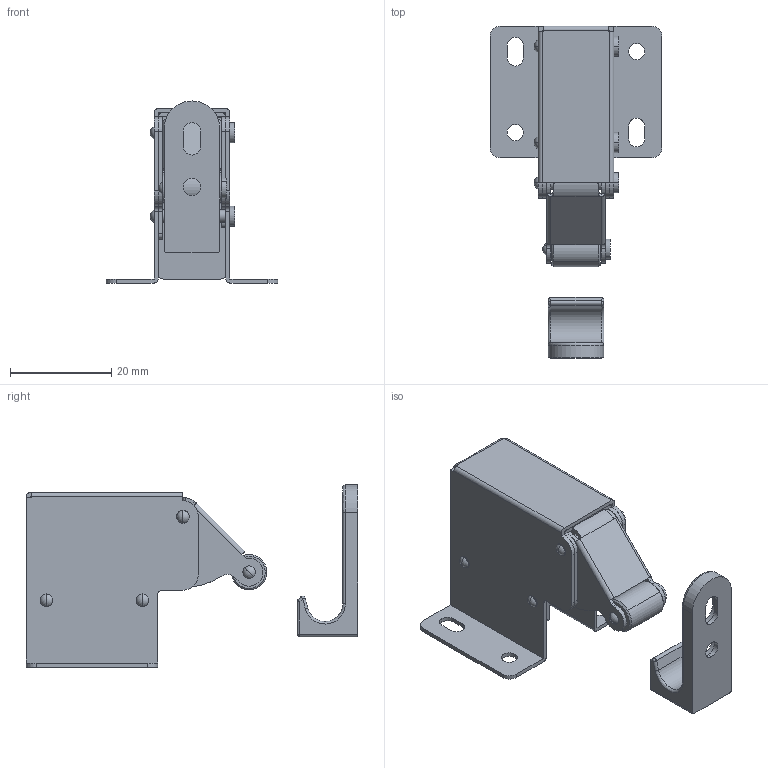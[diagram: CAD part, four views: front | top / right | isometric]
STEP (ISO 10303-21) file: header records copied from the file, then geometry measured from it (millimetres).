
FILE_DESCRIPTION( (''), '2;1');
FILE_NAME ('PC004.10464.TL_520_10152.stp','2022-07-01T09:38:43',(''),(''),'spGate 18.9.1 (****-****-****-****)','','');
FILE_SCHEMA (('AUTOMOTIVE_DESIGN'));
Length unit declared in the file: millimetre
Products named in the file (6): Assembly; ボックス; ラッチアーム; ローラー; キーパー; ベース
Assembly tree (5 placements, depth 2):
  Assembly
    ボックス
    ラッチアーム
    ローラー
    キーパー
    ベース
Bounding box: 34 x 65.58 x 36 mm (x, y, z)
Volume: 6044.8 mm3; surface area: 13254.7 mm2
Topology: 5 solids, 5 shells, 284 faces, 734 edges, 464 vertices
Faces by surface type: cylinder 149, plane 106, bspline 15, sphere 14
Entity records: 14769 total; most frequent: CARTESIAN_POINT 1828, DIRECTION 1503, ORIENTED_EDGE 1444, COLOUR_RGB 1011, PRESENTATION_STYLE_ASSIGNMENT 1011, STYLED_ITEM 1011, EDGE_CURVE 722, DRAUGHTING_PRE_DEFINED_CURVE_FONT 722
